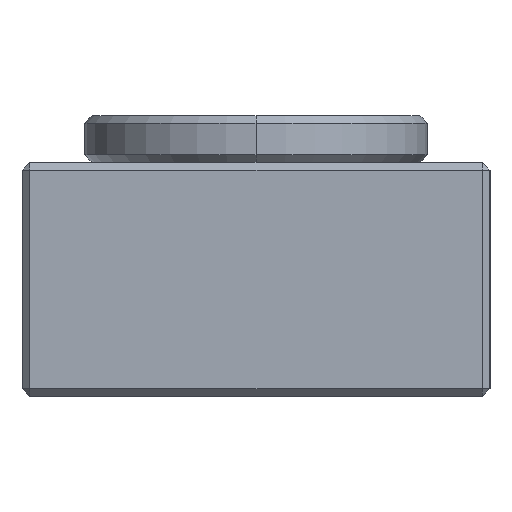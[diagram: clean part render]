
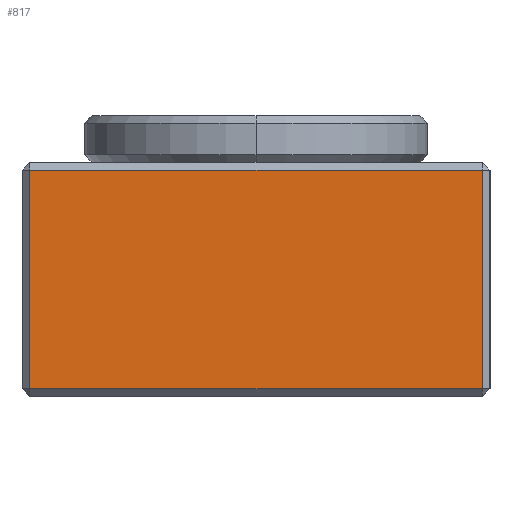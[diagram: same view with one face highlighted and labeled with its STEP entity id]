
A CAD part, left-side view. The second image highlights one B-rep face of the part: STEP entity #817.
In plain terms, the highlighted planar face has unit normal (-1, 0, 0).
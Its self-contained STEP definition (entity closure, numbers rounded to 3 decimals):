
#3 = PLANE ( 'NONE',  #1004 ) ;
#58 = CARTESIAN_POINT ( 'NONE',  ( -23., 30., 7. ) ) ;
#148 = CARTESIAN_POINT ( 'NONE',  ( -23., 0.5, -7.5 ) ) ;
#284 = EDGE_CURVE ( 'NONE', #1789, #1284, #1598, .T. ) ;
#382 = LINE ( 'NONE', #1654, #1473 ) ;
#422 = DIRECTION ( 'NONE',  ( 1., 0., 0. ) ) ;
#427 = DIRECTION ( 'NONE',  ( 0., -1., 0. ) ) ;
#477 = VECTOR ( 'NONE', #1105, 1000. ) ;
#602 = EDGE_CURVE ( 'NONE', #841, #818, #1762, .T. ) ;
#766 = EDGE_CURVE ( 'NONE', #1284, #841, #382, .T. ) ;
#817 = ADVANCED_FACE ( 'NONE', ( #994 ), #3, .F. ) ;
#818 = VERTEX_POINT ( 'NONE', #839 ) ;
#839 = CARTESIAN_POINT ( 'NONE',  ( -23., 0.5, -7. ) ) ;
#841 = VERTEX_POINT ( 'NONE', #1286 ) ;
#939 = EDGE_CURVE ( 'NONE', #818, #1789, #1258, .T. ) ;
#994 = FACE_OUTER_BOUND ( 'NONE', #1179, .T. ) ;
#1004 = AXIS2_PLACEMENT_3D ( 'NONE', #1676, #422, #1414 ) ;
#1007 = CARTESIAN_POINT ( 'NONE',  ( -23., 0.5, 7. ) ) ;
#1015 = ORIENTED_EDGE ( 'NONE', *, *, #284, .T. ) ;
#1105 = DIRECTION ( 'NONE',  ( 0., 1., 0. ) ) ;
#1128 = DIRECTION ( 'NONE',  ( 0., 0., 1. ) ) ;
#1179 = EDGE_LOOP ( 'NONE', ( #1609, #1283, #1015, #1261 ) ) ;
#1202 = CARTESIAN_POINT ( 'NONE',  ( -23., 29.5, 7. ) ) ;
#1258 = LINE ( 'NONE', #148, #1537 ) ;
#1261 = ORIENTED_EDGE ( 'NONE', *, *, #766, .T. ) ;
#1283 = ORIENTED_EDGE ( 'NONE', *, *, #939, .T. ) ;
#1284 = VERTEX_POINT ( 'NONE', #1202 ) ;
#1286 = CARTESIAN_POINT ( 'NONE',  ( -23., 29.5, -7. ) ) ;
#1410 = VECTOR ( 'NONE', #427, 1000. ) ;
#1414 = DIRECTION ( 'NONE',  ( 0., 0., -1. ) ) ;
#1473 = VECTOR ( 'NONE', #1802, 1000. ) ;
#1537 = VECTOR ( 'NONE', #1128, 1000. ) ;
#1598 = LINE ( 'NONE', #58, #477 ) ;
#1609 = ORIENTED_EDGE ( 'NONE', *, *, #602, .T. ) ;
#1654 = CARTESIAN_POINT ( 'NONE',  ( -23., 29.5, -7.5 ) ) ;
#1676 = CARTESIAN_POINT ( 'NONE',  ( -23., 30., -7.5 ) ) ;
#1687 = CARTESIAN_POINT ( 'NONE',  ( -23., 30., -7. ) ) ;
#1762 = LINE ( 'NONE', #1687, #1410 ) ;
#1789 = VERTEX_POINT ( 'NONE', #1007 ) ;
#1802 = DIRECTION ( 'NONE',  ( 0., 0., -1. ) ) ;
